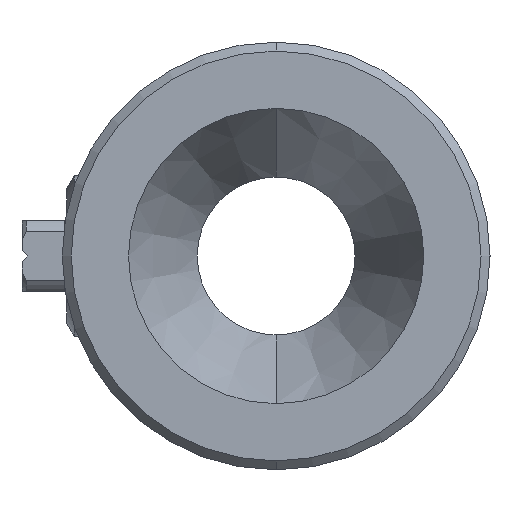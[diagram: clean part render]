
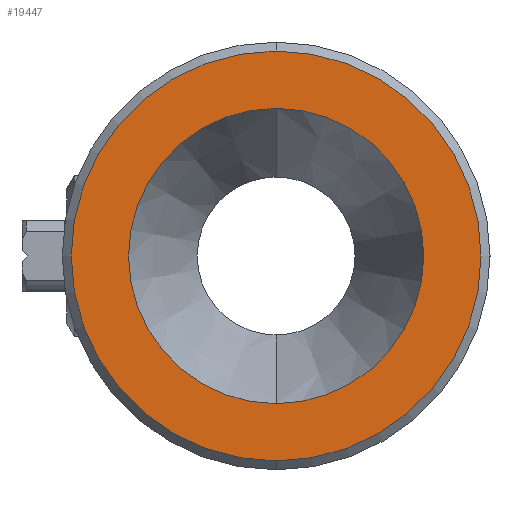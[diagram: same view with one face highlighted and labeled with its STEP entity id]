
A CAD part, left-side view. The second image highlights one B-rep face of the part: STEP entity #19447.
In plain terms, the highlighted planar face has unit normal (-1, 0, 0).
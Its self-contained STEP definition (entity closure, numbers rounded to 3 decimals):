
#161 = ORIENTED_EDGE ( 'NONE', *, *, #3851, .T. ) ;
#321 = VERTEX_POINT ( 'NONE', #22801 ) ;
#2291 = DIRECTION ( 'NONE',  ( 1., 0., 0. ) ) ;
#3778 = DIRECTION ( 'NONE',  ( 1., 0., 0. ) ) ;
#3843 = CARTESIAN_POINT ( 'NONE',  ( -14., 0., 0. ) ) ;
#3851 = EDGE_CURVE ( 'NONE', #27760, #321, #7155, .T. ) ;
#4637 = CARTESIAN_POINT ( 'NONE',  ( -14., 0., -16.5 ) ) ;
#4836 = AXIS2_PLACEMENT_3D ( 'NONE', #10202, #3778, #17894 ) ;
#5215 = CARTESIAN_POINT ( 'NONE',  ( -14., 0., 0. ) ) ;
#5997 = DIRECTION ( 'NONE',  ( 0., 0., 1. ) ) ;
#6635 = CARTESIAN_POINT ( 'NONE',  ( -14., 0., 0. ) ) ;
#7155 = CIRCLE ( 'NONE', #16520, 22.9 ) ;
#7615 = EDGE_CURVE ( 'NONE', #321, #27760, #7651, .T. ) ;
#7651 = CIRCLE ( 'NONE', #23995, 22.9 ) ;
#8380 = CARTESIAN_POINT ( 'NONE',  ( -14., 0., 16.5 ) ) ;
#9519 = EDGE_LOOP ( 'NONE', ( #20895, #161 ) ) ;
#9650 = DIRECTION ( 'NONE',  ( 0., 0., 1. ) ) ;
#10202 = CARTESIAN_POINT ( 'NONE',  ( -14., 0., 0. ) ) ;
#10207 = ORIENTED_EDGE ( 'NONE', *, *, #18776, .T. ) ;
#11965 = DIRECTION ( 'NONE',  ( 0., 0., 1. ) ) ;
#14017 = FACE_OUTER_BOUND ( 'NONE', #9519, .T. ) ;
#14042 = DIRECTION ( 'NONE',  ( -1., 0., 0. ) ) ;
#14326 = CARTESIAN_POINT ( 'NONE',  ( -14., 16.5, 0. ) ) ;
#14936 = AXIS2_PLACEMENT_3D ( 'NONE', #6635, #2291, #21512 ) ;
#15203 = ORIENTED_EDGE ( 'NONE', *, *, #23907, .T. ) ;
#16307 = EDGE_LOOP ( 'NONE', ( #15203, #10207 ) ) ;
#16520 = AXIS2_PLACEMENT_3D ( 'NONE', #3843, #18910, #5997 ) ;
#17894 = DIRECTION ( 'NONE',  ( 0., 0., -1. ) ) ;
#18776 = EDGE_CURVE ( 'NONE', #21058, #19713, #24848, .T. ) ;
#18910 = DIRECTION ( 'NONE',  ( -1., 0., 0. ) ) ;
#19395 = CARTESIAN_POINT ( 'NONE',  ( -14., 0., 22.9 ) ) ;
#19447 = ADVANCED_FACE ( 'NONE', ( #26473, #14017 ), #24654, .T. ) ;
#19713 = VERTEX_POINT ( 'NONE', #8380 ) ;
#20895 = ORIENTED_EDGE ( 'NONE', *, *, #7615, .T. ) ;
#21058 = VERTEX_POINT ( 'NONE', #4637 ) ;
#21512 = DIRECTION ( 'NONE',  ( 0., 0., -1. ) ) ;
#21983 = AXIS2_PLACEMENT_3D ( 'NONE', #14326, #14042, #11965 ) ;
#22622 = DIRECTION ( 'NONE',  ( -1., 0., 0. ) ) ;
#22801 = CARTESIAN_POINT ( 'NONE',  ( -14., 0., -22.9 ) ) ;
#23907 = EDGE_CURVE ( 'NONE', #19713, #21058, #25267, .T. ) ;
#23995 = AXIS2_PLACEMENT_3D ( 'NONE', #5215, #22622, #9650 ) ;
#24654 = PLANE ( 'NONE',  #21983 ) ;
#24848 = CIRCLE ( 'NONE', #14936, 16.5 ) ;
#25267 = CIRCLE ( 'NONE', #4836, 16.5 ) ;
#26473 = FACE_BOUND ( 'NONE', #16307, .T. ) ;
#27760 = VERTEX_POINT ( 'NONE', #19395 ) ;
